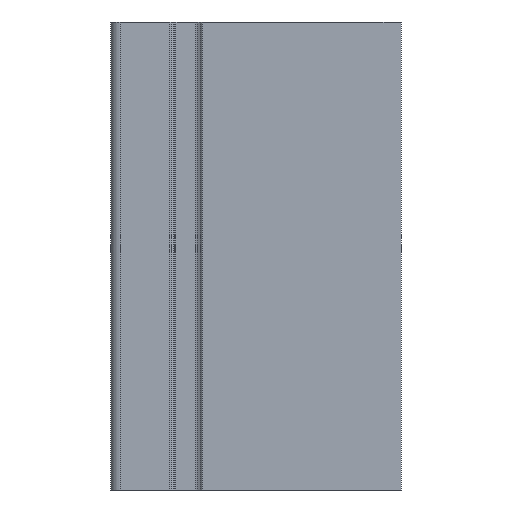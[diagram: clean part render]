
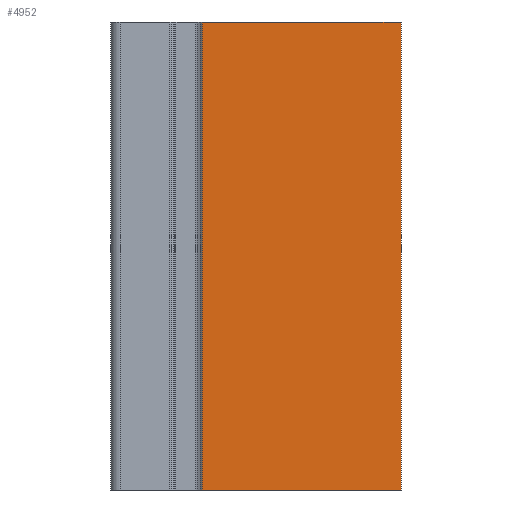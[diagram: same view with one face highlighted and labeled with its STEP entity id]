
A CAD part, left-side view. The second image highlights one B-rep face of the part: STEP entity #4952.
In plain terms, the highlighted planar face has unit normal (-1, 0, 0).
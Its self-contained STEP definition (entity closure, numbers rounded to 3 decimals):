
#383=FACE_OUTER_BOUND('',#629,.T.);
#629=EDGE_LOOP('',(#3107,#3108,#3109,#3110));
#875=LINE('',#7188,#1381);
#876=LINE('',#7190,#1382);
#877=LINE('',#7192,#1383);
#878=LINE('',#7193,#1384);
#1381=VECTOR('',#5710,21.25);
#1382=VECTOR('',#5711,10.);
#1383=VECTOR('',#5712,21.25);
#1384=VECTOR('',#5713,10.);
#1887=VERTEX_POINT('',#7186);
#1888=VERTEX_POINT('',#7187);
#1889=VERTEX_POINT('',#7189);
#1890=VERTEX_POINT('',#7191);
#2375=EDGE_CURVE('',#1887,#1888,#875,.T.);
#2376=EDGE_CURVE('',#1889,#1888,#876,.T.);
#2377=EDGE_CURVE('',#1889,#1890,#877,.T.);
#2378=EDGE_CURVE('',#1890,#1887,#878,.T.);
#3107=ORIENTED_EDGE('',*,*,#2375,.T.);
#3108=ORIENTED_EDGE('',*,*,#2376,.F.);
#3109=ORIENTED_EDGE('',*,*,#2377,.T.);
#3110=ORIENTED_EDGE('',*,*,#2378,.T.);
#4571=PLANE('',#5221);
#4952=ADVANCED_FACE('',(#383),#4571,.T.);
#5221=AXIS2_PLACEMENT_3D('',#7185,#5708,#5709);
#5708=DIRECTION('center_axis',(-1.,0.,0.));
#5709=DIRECTION('ref_axis',(0.,0.,1.));
#5710=DIRECTION('',(0.,-1.,0.));
#5711=DIRECTION('',(0.,0.,-1.));
#5712=DIRECTION('',(0.,1.,0.));
#5713=DIRECTION('',(0.,0.,-1.));
#7185=CARTESIAN_POINT('Origin',(0.,21.25,40.));
#7186=CARTESIAN_POINT('',(0.,21.25,0.));
#7187=CARTESIAN_POINT('',(0.,0.,0.));
#7188=CARTESIAN_POINT('',(0.,0.,0.));
#7189=CARTESIAN_POINT('',(0.,0.,50.));
#7190=CARTESIAN_POINT('',(0.,0.,40.));
#7191=CARTESIAN_POINT('',(0.,21.25,50.));
#7192=CARTESIAN_POINT('',(0.,0.,50.));
#7193=CARTESIAN_POINT('',(0.,21.25,40.));
